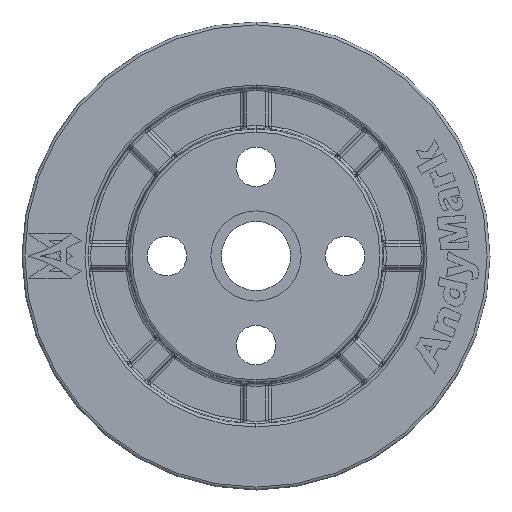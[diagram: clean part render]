
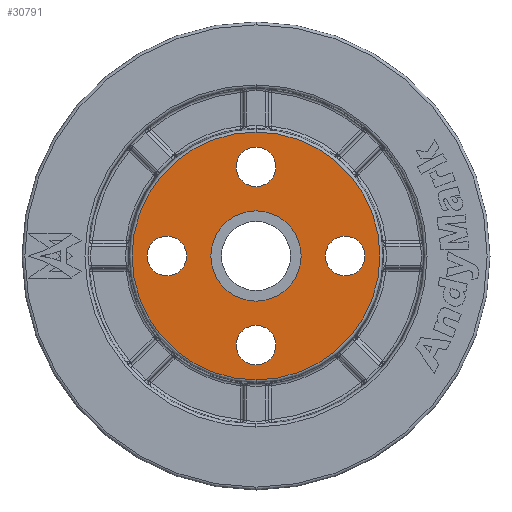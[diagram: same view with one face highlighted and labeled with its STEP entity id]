
A CAD part, left-side view. The second image highlights one B-rep face of the part: STEP entity #30791.
In plain terms, the highlighted planar face has unit normal (-1, 0, 0).
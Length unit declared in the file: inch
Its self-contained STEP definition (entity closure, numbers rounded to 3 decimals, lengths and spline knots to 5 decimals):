
#400 = ORIENTED_EDGE ( 'NONE', *, *, #37159, .F. ) ;
#575 = EDGE_CURVE ( 'NONE', #6078, #13358, #42905, .T. ) ;
#2042 = DIRECTION ( 'NONE',  ( 0., 0., 1. ) ) ;
#2081 = DIRECTION ( 'NONE',  ( -1., 0., 0. ) ) ;
#2359 = CARTESIAN_POINT ( 'NONE',  ( -0.27569, -0.82677, -0.51177 ) ) ;
#2535 = VERTEX_POINT ( 'NONE', #9239 ) ;
#2799 = EDGE_CURVE ( 'NONE', #34711, #35198, #26120, .T. ) ;
#3426 = CIRCLE ( 'NONE', #38765, 0.15945 ) ;
#5481 = EDGE_CURVE ( 'NONE', #19773, #16784, #18208, .T. ) ;
#6078 = VERTEX_POINT ( 'NONE', #14730 ) ;
#6185 = EDGE_CURVE ( 'NONE', #2535, #42977, #12714, .T. ) ;
#6971 = FACE_BOUND ( 'NONE', #42318, .T. ) ;
#7431 = DIRECTION ( 'NONE',  ( 0., 0., 1. ) ) ;
#7461 = CIRCLE ( 'NONE', #16613, 0.43784 ) ;
#7467 = DIRECTION ( 'NONE',  ( -1., 0., 0. ) ) ;
#7475 = CARTESIAN_POINT ( 'NONE',  ( -0.27569, -0.51177, -0.82677 ) ) ;
#8343 = ORIENTED_EDGE ( 'NONE', *, *, #8662, .F. ) ;
#8441 = CARTESIAN_POINT ( 'NONE',  ( -0.27569, -0.82677, -1.07177 ) ) ;
#8662 = EDGE_CURVE ( 'NONE', #39979, #9724, #24084, .T. ) ;
#9239 = CARTESIAN_POINT ( 'NONE',  ( -0.27569, -0.82677, -1.21177 ) ) ;
#9292 = ORIENTED_EDGE ( 'NONE', *, *, #2799, .F. ) ;
#9564 = CARTESIAN_POINT ( 'NONE',  ( -0.27569, -0.82677, -0.58177 ) ) ;
#9724 = VERTEX_POINT ( 'NONE', #26490 ) ;
#11161 = CARTESIAN_POINT ( 'NONE',  ( -0.27569, -0.82677, -0.44177 ) ) ;
#11168 = CARTESIAN_POINT ( 'NONE',  ( -0.27569, -0.82677, -0.82677 ) ) ;
#12240 = AXIS2_PLACEMENT_3D ( 'NONE', #12991, #33857, #33967 ) ;
#12714 = CIRCLE ( 'NONE', #21674, 0.07 ) ;
#12991 = CARTESIAN_POINT ( 'NONE',  ( -0.27569, -0.82677, -0.82677 ) ) ;
#13358 = VERTEX_POINT ( 'NONE', #13461 ) ;
#13461 = CARTESIAN_POINT ( 'NONE',  ( -0.27569, -0.51177, -0.75677 ) ) ;
#13488 = AXIS2_PLACEMENT_3D ( 'NONE', #16833, #16991, #41374 ) ;
#13499 = PLANE ( 'NONE',  #13488 ) ;
#14641 = DIRECTION ( 'NONE',  ( 0., 0., 1. ) ) ;
#14730 = CARTESIAN_POINT ( 'NONE',  ( -0.27569, -0.51177, -0.89677 ) ) ;
#15184 = CIRCLE ( 'NONE', #18293, 0.43784 ) ;
#15457 = DIRECTION ( 'NONE',  ( 0., 0., 1. ) ) ;
#15513 = DIRECTION ( 'NONE',  ( -1., 0., 0. ) ) ;
#15557 = CARTESIAN_POINT ( 'NONE',  ( -0.27569, -0.82677, -0.82677 ) ) ;
#16192 = FACE_BOUND ( 'NONE', #43692, .T. ) ;
#16613 = AXIS2_PLACEMENT_3D ( 'NONE', #15557, #15513, #15457 ) ;
#16728 = DIRECTION ( 'NONE',  ( 0., 0., 1. ) ) ;
#16784 = VERTEX_POINT ( 'NONE', #23528 ) ;
#16833 = CARTESIAN_POINT ( 'NONE',  ( -0.27569, -0.82677, -0.82677 ) ) ;
#16847 = DIRECTION ( 'NONE',  ( -1., 0., 0. ) ) ;
#16882 = EDGE_CURVE ( 'NONE', #16784, #19773, #21225, .T. ) ;
#16930 = ORIENTED_EDGE ( 'NONE', *, *, #17708, .T. ) ;
#16991 = DIRECTION ( 'NONE',  ( -1., 0., 0. ) ) ;
#17043 = CARTESIAN_POINT ( 'NONE',  ( -0.27569, -1.14177, -0.82677 ) ) ;
#17085 = EDGE_CURVE ( 'NONE', #35198, #34711, #42317, .T. ) ;
#17154 = EDGE_CURVE ( 'NONE', #13358, #6078, #31086, .T. ) ;
#17708 = EDGE_CURVE ( 'NONE', #30698, #20416, #7461, .T. ) ;
#18206 = CARTESIAN_POINT ( 'NONE',  ( -0.27569, -1.14177, -0.89677 ) ) ;
#18208 = CIRCLE ( 'NONE', #24305, 0.07 ) ;
#18293 = AXIS2_PLACEMENT_3D ( 'NONE', #19018, #43188, #22603 ) ;
#18413 = FACE_BOUND ( 'NONE', #32982, .T. ) ;
#18974 = AXIS2_PLACEMENT_3D ( 'NONE', #42102, #42054, #41966 ) ;
#19018 = CARTESIAN_POINT ( 'NONE',  ( -0.27569, -0.82677, -0.82677 ) ) ;
#19061 = CARTESIAN_POINT ( 'NONE',  ( -0.27569, -0.82677, -1.14177 ) ) ;
#19126 = DIRECTION ( 'NONE',  ( -1., 0., 0. ) ) ;
#19218 = DIRECTION ( 'NONE',  ( 0., 0., 1. ) ) ;
#19520 = AXIS2_PLACEMENT_3D ( 'NONE', #2359, #2081, #2042 ) ;
#19773 = VERTEX_POINT ( 'NONE', #18206 ) ;
#20299 = DIRECTION ( 'NONE',  ( 0., 0., 1. ) ) ;
#20305 = CARTESIAN_POINT ( 'NONE',  ( -0.27569, -0.82677, -1.14177 ) ) ;
#20416 = VERTEX_POINT ( 'NONE', #23860 ) ;
#20564 = AXIS2_PLACEMENT_3D ( 'NONE', #17043, #16847, #16728 ) ;
#20909 = DIRECTION ( 'NONE',  ( -1., 0., 0. ) ) ;
#21007 = CARTESIAN_POINT ( 'NONE',  ( -0.27569, -0.82677, -0.51177 ) ) ;
#21225 = CIRCLE ( 'NONE', #20564, 0.07 ) ;
#21428 = CARTESIAN_POINT ( 'NONE',  ( -0.27569, -0.82677, -0.98622 ) ) ;
#21674 = AXIS2_PLACEMENT_3D ( 'NONE', #19061, #19126, #19218 ) ;
#22603 = DIRECTION ( 'NONE',  ( 0., 0., 1. ) ) ;
#23512 = CARTESIAN_POINT ( 'NONE',  ( -0.27569, -0.82677, -1.26461 ) ) ;
#23528 = CARTESIAN_POINT ( 'NONE',  ( -0.27569, -1.14177, -0.75677 ) ) ;
#23564 = ORIENTED_EDGE ( 'NONE', *, *, #5481, .F. ) ;
#23572 = ORIENTED_EDGE ( 'NONE', *, *, #575, .F. ) ;
#23853 = DIRECTION ( 'NONE',  ( 0., 0., 1. ) ) ;
#23860 = CARTESIAN_POINT ( 'NONE',  ( -0.27569, -0.82677, -0.38893 ) ) ;
#24084 = CIRCLE ( 'NONE', #12240, 0.15945 ) ;
#24305 = AXIS2_PLACEMENT_3D ( 'NONE', #26594, #26546, #26604 ) ;
#24807 = CIRCLE ( 'NONE', #37509, 0.07 ) ;
#25615 = FACE_BOUND ( 'NONE', #33273, .T. ) ;
#26120 = CIRCLE ( 'NONE', #34784, 0.07 ) ;
#26220 = ORIENTED_EDGE ( 'NONE', *, *, #16882, .F. ) ;
#26397 = ORIENTED_EDGE ( 'NONE', *, *, #36875, .F. ) ;
#26490 = CARTESIAN_POINT ( 'NONE',  ( -0.27569, -0.82677, -0.66732 ) ) ;
#26546 = DIRECTION ( 'NONE',  ( -1., 0., 0. ) ) ;
#26594 = CARTESIAN_POINT ( 'NONE',  ( -0.27569, -1.14177, -0.82677 ) ) ;
#26604 = DIRECTION ( 'NONE',  ( 0., 0., 1. ) ) ;
#26687 = FACE_BOUND ( 'NONE', #44014, .T. ) ;
#28212 = ORIENTED_EDGE ( 'NONE', *, *, #6185, .F. ) ;
#29753 = EDGE_CURVE ( 'NONE', #20416, #30698, #15184, .T. ) ;
#30277 = ORIENTED_EDGE ( 'NONE', *, *, #17154, .F. ) ;
#30698 = VERTEX_POINT ( 'NONE', #23512 ) ;
#30791 = ADVANCED_FACE ( 'NONE', ( #18413, #25615, #26687, #16192, #6971, #42791 ), #13499, .T. ) ;
#31086 = CIRCLE ( 'NONE', #18974, 0.07 ) ;
#32982 = EDGE_LOOP ( 'NONE', ( #26397, #8343 ) ) ;
#33273 = EDGE_LOOP ( 'NONE', ( #400, #28212 ) ) ;
#33857 = DIRECTION ( 'NONE',  ( -1., 0., 0. ) ) ;
#33967 = DIRECTION ( 'NONE',  ( 0., 0., 1. ) ) ;
#34711 = VERTEX_POINT ( 'NONE', #9564 ) ;
#34784 = AXIS2_PLACEMENT_3D ( 'NONE', #21007, #20909, #20299 ) ;
#35198 = VERTEX_POINT ( 'NONE', #11161 ) ;
#35627 = DIRECTION ( 'NONE',  ( -1., 0., 0. ) ) ;
#36875 = EDGE_CURVE ( 'NONE', #9724, #39979, #3426, .T. ) ;
#37159 = EDGE_CURVE ( 'NONE', #42977, #2535, #24807, .T. ) ;
#37509 = AXIS2_PLACEMENT_3D ( 'NONE', #20305, #44346, #23853 ) ;
#38765 = AXIS2_PLACEMENT_3D ( 'NONE', #11168, #35627, #14641 ) ;
#39979 = VERTEX_POINT ( 'NONE', #21428 ) ;
#41302 = EDGE_LOOP ( 'NONE', ( #41778, #16930 ) ) ;
#41374 = DIRECTION ( 'NONE',  ( 0., 0., 1. ) ) ;
#41778 = ORIENTED_EDGE ( 'NONE', *, *, #29753, .T. ) ;
#41966 = DIRECTION ( 'NONE',  ( 0., 0., 1. ) ) ;
#42054 = DIRECTION ( 'NONE',  ( -1., 0., 0. ) ) ;
#42083 = ORIENTED_EDGE ( 'NONE', *, *, #17085, .F. ) ;
#42102 = CARTESIAN_POINT ( 'NONE',  ( -0.27569, -0.51177, -0.82677 ) ) ;
#42317 = CIRCLE ( 'NONE', #19520, 0.07 ) ;
#42318 = EDGE_LOOP ( 'NONE', ( #30277, #23572 ) ) ;
#42791 = FACE_OUTER_BOUND ( 'NONE', #41302, .T. ) ;
#42905 = CIRCLE ( 'NONE', #43958, 0.07 ) ;
#42977 = VERTEX_POINT ( 'NONE', #8441 ) ;
#43188 = DIRECTION ( 'NONE',  ( -1., 0., 0. ) ) ;
#43692 = EDGE_LOOP ( 'NONE', ( #42083, #9292 ) ) ;
#43958 = AXIS2_PLACEMENT_3D ( 'NONE', #7475, #7467, #7431 ) ;
#44014 = EDGE_LOOP ( 'NONE', ( #26220, #23564 ) ) ;
#44346 = DIRECTION ( 'NONE',  ( -1., 0., 0. ) ) ;
